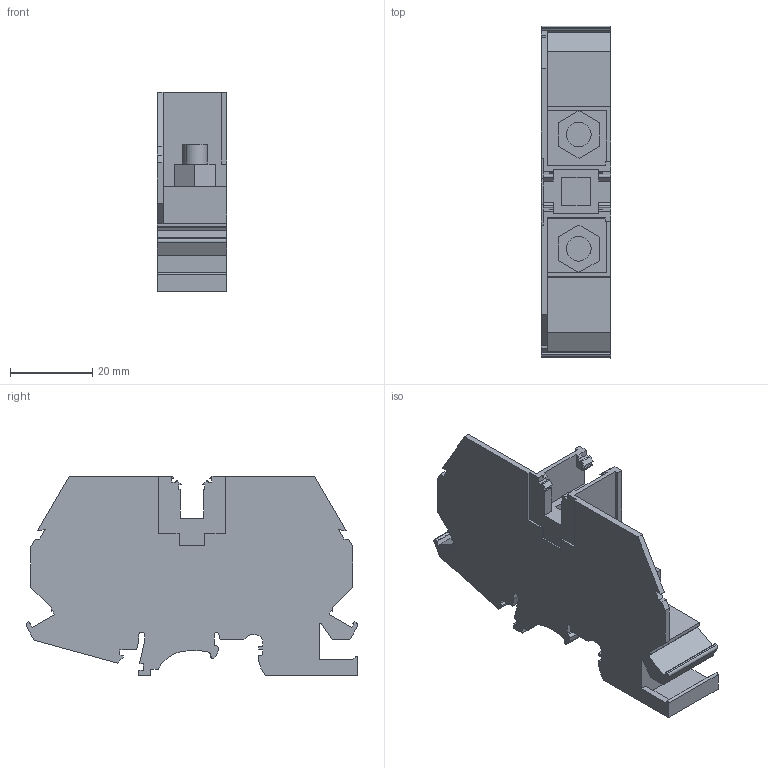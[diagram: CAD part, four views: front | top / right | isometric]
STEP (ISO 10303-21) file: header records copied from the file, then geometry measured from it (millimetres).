
FILE_DESCRIPTION(('Creo Elements/Direct Modeling STEP Export'),'2;1');
FILE_NAME('model.stp','2020-08-31T10:01:12',(''),(''),'Creo Elements/Direct Modeling STEP processor for AP214 (Solid Model)','Creo Elements/Direct Modeling 20.1A 29-Sep-2018 (C) Parametric Technology GmbH','');
FILE_SCHEMA(('AUTOMOTIVE_DESIGN { 1 0 10303 214 1 1 1 1 }'));
Length unit declared in the file: millimetre
Products named in the file (2): RBO_6-Select
Assembly tree (1 placements, depth 2):
  RBO_6-Select
    RBO_6-Select
Bounding box: 17 x 80.75 x 48.6 mm (x, y, z)
Volume: 27341.5 mm3; surface area: 13221.2 mm2
Topology: 1 solids, 1 shells, 203 faces, 590 edges, 394 vertices
Faces by surface type: plane 176, cylinder 27
Entity records: 8147 total; most frequent: ORIENTED_EDGE 1180, CARTESIAN_POINT 1161, DIRECTION 1002, EDGE_CURVE 590, VECTOR 532, LINE 532, VERTEX_POINT 394, AXIS2_PLACEMENT_3D 235
